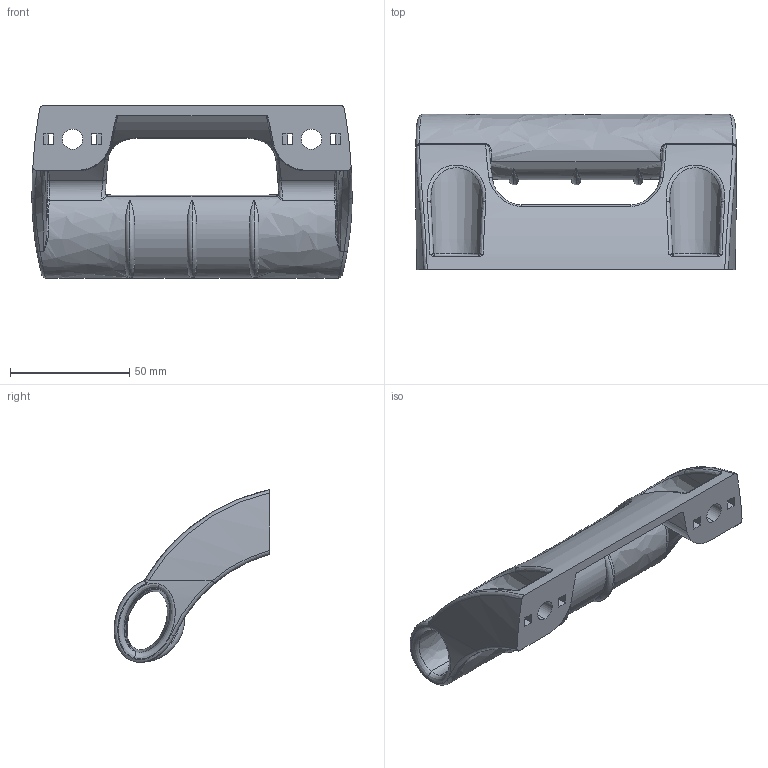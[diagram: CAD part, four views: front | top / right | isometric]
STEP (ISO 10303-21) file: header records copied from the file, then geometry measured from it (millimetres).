
FILE_DESCRIPTION (( 'STEP AP203' ), '1' );
FILE_NAME ('092009.STEP', '2012-08-28T14:41:36', ( '' ), ( '' ), 'SwSTEP 2.0', 'SolidWorks 2012', '' );
FILE_SCHEMA (( 'CONFIG_CONTROL_DESIGN' ));
Length unit declared in the file: millimetre
Products named in the file (1): 092009
Bounding box: 134 x 65.18 x 72.21 mm (x, y, z)
Volume: 94354.4 mm3; surface area: 41907.8 mm2
Topology: 1 solids, 1 shells, 170 faces, 443 edges, 264 vertices
Faces by surface type: bspline 81, plane 41, cylinder 36, torus 8, cone 2, sphere 2
Entity records: 11362 total; most frequent: CARTESIAN_POINT 7860, ORIENTED_EDGE 866, DIRECTION 507, EDGE_CURVE 433, VERTEX_POINT 264, AXIS2_PLACEMENT_3D 190, EDGE_LOOP 185, B_SPLINE_CURVE_WITH_KNOTS 174
